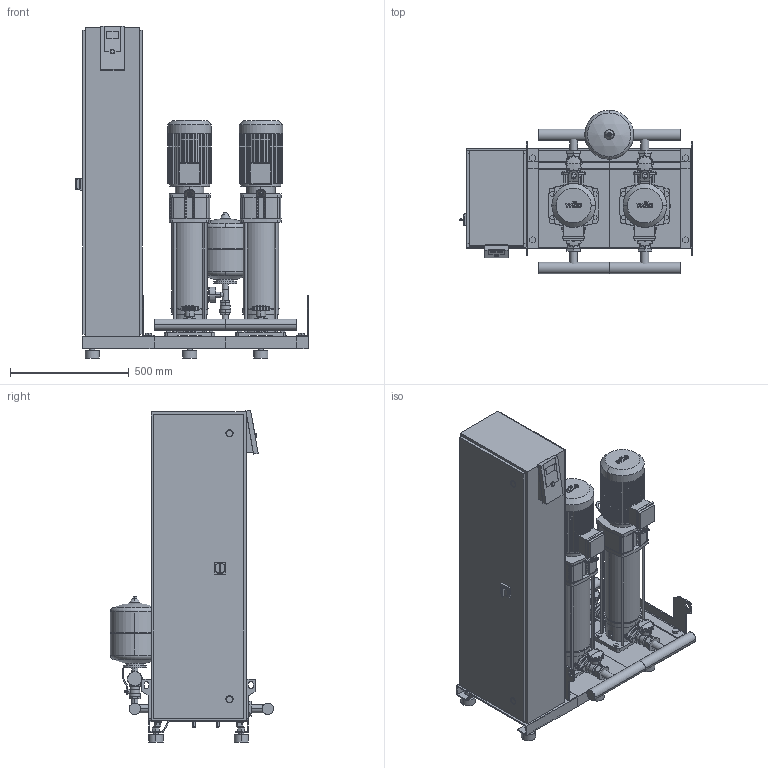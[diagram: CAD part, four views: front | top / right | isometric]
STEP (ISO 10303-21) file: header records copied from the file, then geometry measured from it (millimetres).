
FILE_DESCRIPTION((''),'2;1');
FILE_NAME('3d_SiBoostSmartFC2HELIXV412-2537586.stp','2016-01-25T10:59:22',(''),(''),'Mechanical Desktop 2009','Mechanical Desktop 2009',', , ');
FILE_SCHEMA(('CONFIG_CONTROL_DESIGN'));
Length unit declared in the file: millimetre
Products named in the file (1): Product
Bounding box: 980 x 688.15 x 1398.4 mm (x, y, z)
Volume: 182404463.8 mm3; surface area: 8705165 mm2
Topology: 105 solids, 105 shells, 2878 faces, 7278 edges, 4774 vertices
Faces by surface type: plane 1213, bspline 771, cylinder 748, cone 110, torus 30, sphere 6
Entity records: 91510 total; most frequent: CARTESIAN_POINT 22794, ORIENTED_EDGE 14532, DIRECTION 13352, EDGE_CURVE 7266, VECTOR 4772, LINE 4772, VERTEX_POINT 4770, AXIS2_PLACEMENT_3D 4290
